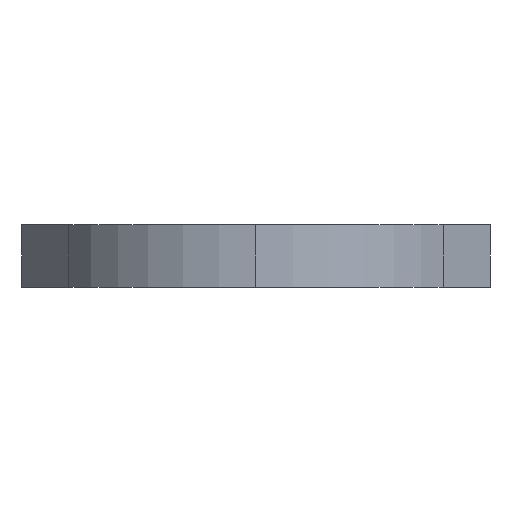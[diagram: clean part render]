
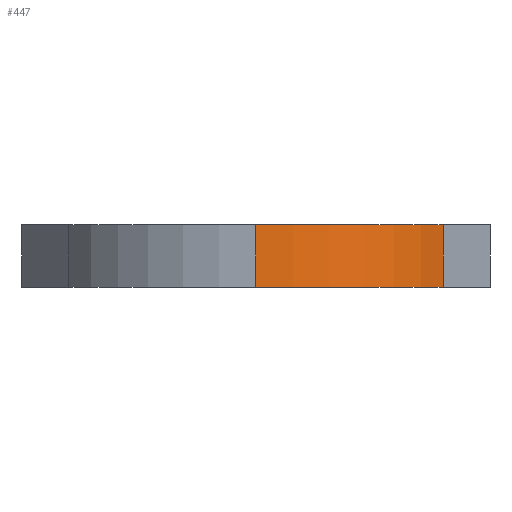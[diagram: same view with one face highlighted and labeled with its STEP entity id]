
A CAD part, left-side view. The second image highlights one B-rep face of the part: STEP entity #447.
In plain terms, the highlighted cylindrical face has radius 7 mm (diameter 14 mm), a partial arc.
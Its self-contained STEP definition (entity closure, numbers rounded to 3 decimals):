
#8 = CARTESIAN_POINT ( 'NONE',  ( -75., 0., 2. ) ) ;
#31 = DIRECTION ( 'NONE',  ( -1., 0., 0. ) ) ;
#72 = CARTESIAN_POINT ( 'NONE',  ( -68., 0., 2. ) ) ;
#78 = VERTEX_POINT ( 'NONE', #8 ) ;
#131 = DIRECTION ( 'NONE',  ( 0., 0., 1. ) ) ;
#139 = DIRECTION ( 'NONE',  ( -1., 0., 0. ) ) ;
#158 = ORIENTED_EDGE ( 'NONE', *, *, #202, .T. ) ;
#171 = EDGE_CURVE ( 'NONE', #697, #464, #460, .T. ) ;
#202 = EDGE_CURVE ( 'NONE', #78, #697, #683, .T. ) ;
#279 = EDGE_LOOP ( 'NONE', ( #762, #158, #406, #520 ) ) ;
#300 = CARTESIAN_POINT ( 'NONE',  ( -68., 0., 0. ) ) ;
#320 = EDGE_CURVE ( 'NONE', #443, #464, #754, .T. ) ;
#323 = FACE_OUTER_BOUND ( 'NONE', #279, .T. ) ;
#360 = CARTESIAN_POINT ( 'NONE',  ( -68., 0., 2. ) ) ;
#406 = ORIENTED_EDGE ( 'NONE', *, *, #171, .T. ) ;
#441 = DIRECTION ( 'NONE',  ( 0., 0., -1. ) ) ;
#443 = VERTEX_POINT ( 'NONE', #653 ) ;
#447 = ADVANCED_FACE ( 'NONE', ( #323 ), #802, .T. ) ;
#452 = VECTOR ( 'NONE', #465, 1000. ) ;
#460 = CIRCLE ( 'NONE', #835, 7. ) ;
#464 = VERTEX_POINT ( 'NONE', #503 ) ;
#465 = DIRECTION ( 'NONE',  ( 0., 0., -1. ) ) ;
#485 = AXIS2_PLACEMENT_3D ( 'NONE', #360, #441, #646 ) ;
#503 = CARTESIAN_POINT ( 'NONE',  ( -71.606, -6., 0. ) ) ;
#520 = ORIENTED_EDGE ( 'NONE', *, *, #320, .F. ) ;
#528 = CIRCLE ( 'NONE', #535, 7. ) ;
#535 = AXIS2_PLACEMENT_3D ( 'NONE', #72, #131, #139 ) ;
#557 = CARTESIAN_POINT ( 'NONE',  ( -71.606, -6., 2. ) ) ;
#585 = CARTESIAN_POINT ( 'NONE',  ( -75., 0., 0. ) ) ;
#631 = DIRECTION ( 'NONE',  ( 0., 0., -1. ) ) ;
#633 = VECTOR ( 'NONE', #631, 1000. ) ;
#646 = DIRECTION ( 'NONE',  ( -1., 0., 0. ) ) ;
#653 = CARTESIAN_POINT ( 'NONE',  ( -71.606, -6., 2. ) ) ;
#683 = LINE ( 'NONE', #752, #452 ) ;
#697 = VERTEX_POINT ( 'NONE', #585 ) ;
#740 = EDGE_CURVE ( 'NONE', #78, #443, #528, .T. ) ;
#752 = CARTESIAN_POINT ( 'NONE',  ( -75., 0., 2. ) ) ;
#754 = LINE ( 'NONE', #557, #633 ) ;
#762 = ORIENTED_EDGE ( 'NONE', *, *, #740, .F. ) ;
#797 = DIRECTION ( 'NONE',  ( 0., 0., 1. ) ) ;
#802 = CYLINDRICAL_SURFACE ( 'NONE', #485, 7. ) ;
#835 = AXIS2_PLACEMENT_3D ( 'NONE', #300, #797, #31 ) ;
